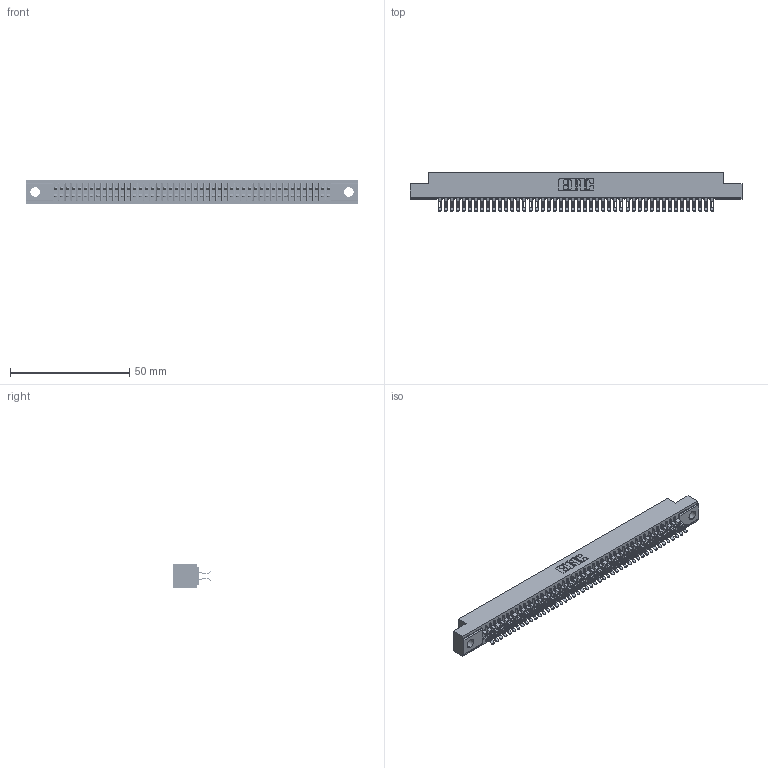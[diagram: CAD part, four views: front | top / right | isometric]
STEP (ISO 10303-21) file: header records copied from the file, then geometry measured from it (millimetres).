
FILE_DESCRIPTION (( 'STEP AP203' ), '1' );
FILE_NAME ('391-092-555-204.STEP', '2018-08-09T17:55:23', ( '' ), ( '' ), 'SwSTEP 2.0', 'SolidWorks 2016', '' );
FILE_SCHEMA (( 'CONFIG_CONTROL_DESIGN' ));
Length unit declared in the file: inch
Products named in the file (3): 341 Part_.156 (3.96) Dia Mounting Holes; 341-292-001_341-292-155; 391-092-555-204
Assembly tree (93 placements, depth 2):
  391-092-555-204
    341 Part_.156 (3.96) Dia Mounting Holes
    341-292-001_341-292-155  x92
Bounding box: 139.06 x 16.31 x 10.16 mm (x, y, z)
Volume: 10283.8 mm3; surface area: 19018.5 mm2
Topology: 93 solids, 93 shells, 7306 faces, 21834 edges, 14214 vertices
Faces by surface type: plane 3946, cylinder 3176, sphere 94, torus 90
Entity records: 56025 total; most frequent: CARTESIAN_POINT 9334, ORIENTED_EDGE 9264, DIRECTION 9038, EDGE_CURVE 4632, VECTOR 3738, LINE 3738, VERTEX_POINT 2930, AXIS2_PLACEMENT_3D 2650
